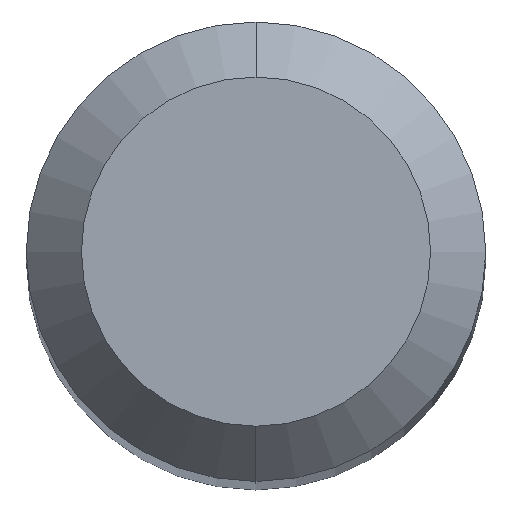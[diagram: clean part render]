
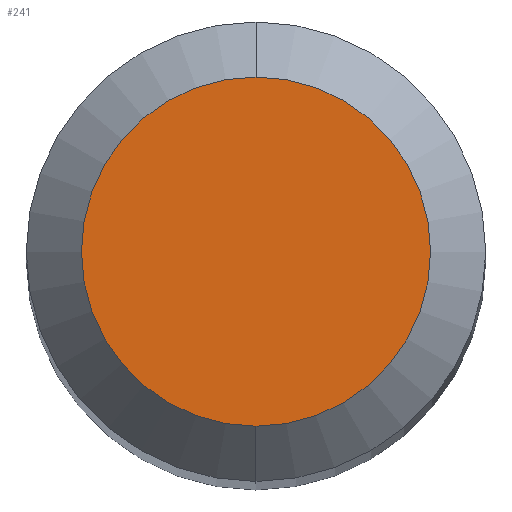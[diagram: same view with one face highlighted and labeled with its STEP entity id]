
A CAD part, top view. The second image highlights one B-rep face of the part: STEP entity #241.
In plain terms, the highlighted planar face has unit normal (0, 0, 1).
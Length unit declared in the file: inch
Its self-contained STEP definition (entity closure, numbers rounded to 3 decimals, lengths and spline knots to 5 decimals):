
#11 = ORIENTED_EDGE ( 'NONE', *, *, #13, .T. ) ;
#13 = EDGE_CURVE ( 'NONE', #449, #453, #165, .T. ) ;
#33 = CARTESIAN_POINT ( 'NONE',  ( 0., 0., 0. ) ) ;
#34 = DIRECTION ( 'NONE',  ( 0., -1., 0. ) ) ;
#37 = FACE_OUTER_BOUND ( 'NONE', #93, .T. ) ;
#84 = DIRECTION ( 'NONE',  ( 0., 0., -1. ) ) ;
#85 = ORIENTED_EDGE ( 'NONE', *, *, #106, .T. ) ;
#93 = EDGE_LOOP ( 'NONE', ( #11, #85 ) ) ;
#106 = EDGE_CURVE ( 'NONE', #453, #449, #193, .T. ) ;
#111 = DIRECTION ( 'NONE',  ( 0., 0., 1. ) ) ;
#113 = DIRECTION ( 'NONE',  ( 0., 0., 1. ) ) ;
#125 = DIRECTION ( 'NONE',  ( 0., 1., 0. ) ) ;
#151 = AXIS2_PLACEMENT_3D ( 'NONE', #479, #113, #34 ) ;
#165 = CIRCLE ( 'NONE', #151, 0.0475 ) ;
#193 = CIRCLE ( 'NONE', #328, 0.0475 ) ;
#199 = CARTESIAN_POINT ( 'NONE',  ( 0., 0.0475, 0. ) ) ;
#226 = AXIS2_PLACEMENT_3D ( 'NONE', #199, #84, #125 ) ;
#241 = ADVANCED_FACE ( 'NONE', ( #37 ), #452, .F. ) ;
#257 = CARTESIAN_POINT ( 'NONE',  ( 0., -0.0475, 0. ) ) ;
#266 = DIRECTION ( 'NONE',  ( 0., -1., 0. ) ) ;
#328 = AXIS2_PLACEMENT_3D ( 'NONE', #33, #111, #266 ) ;
#426 = CARTESIAN_POINT ( 'NONE',  ( 0., 0.0475, 0. ) ) ;
#449 = VERTEX_POINT ( 'NONE', #426 ) ;
#452 = PLANE ( 'NONE',  #226 ) ;
#453 = VERTEX_POINT ( 'NONE', #257 ) ;
#479 = CARTESIAN_POINT ( 'NONE',  ( 0., 0., 0. ) ) ;
